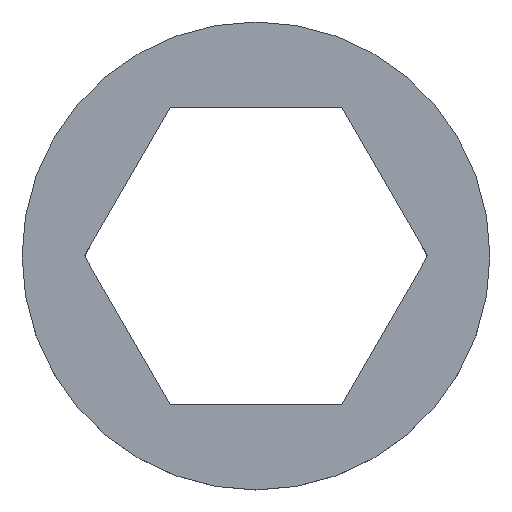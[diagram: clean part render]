
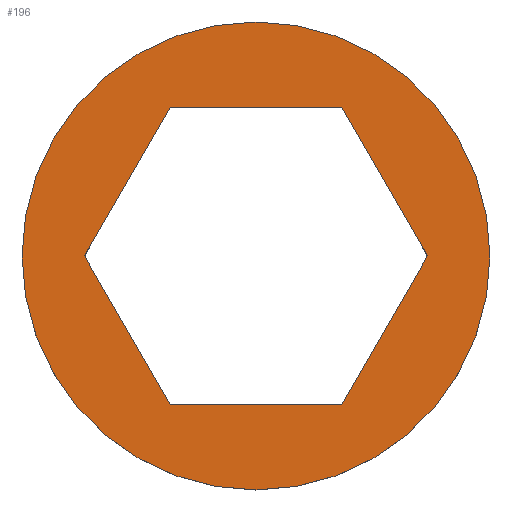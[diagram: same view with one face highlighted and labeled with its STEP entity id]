
A CAD part, top view. The second image highlights one B-rep face of the part: STEP entity #196.
In plain terms, the highlighted planar face has unit normal (0, 0, 1).
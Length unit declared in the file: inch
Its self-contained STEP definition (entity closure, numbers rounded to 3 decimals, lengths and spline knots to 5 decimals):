
#13 = CARTESIAN_POINT ( 'NONE',  ( 0.14434, -0.25, 0.0625 ) ) ;
#15 = VERTEX_POINT ( 'NONE', #212 ) ;
#16 = CARTESIAN_POINT ( 'NONE',  ( -0.14434, 0.25, 0.0625 ) ) ;
#18 = CARTESIAN_POINT ( 'NONE',  ( -0.14434, 0.25, 0.0625 ) ) ;
#22 = VERTEX_POINT ( 'NONE', #126 ) ;
#26 = VECTOR ( 'NONE', #259, 39.37008 ) ;
#28 = LINE ( 'NONE', #174, #251 ) ;
#31 = ORIENTED_EDGE ( 'NONE', *, *, #303, .F. ) ;
#36 = CARTESIAN_POINT ( 'NONE',  ( 0., 0., 0.0625 ) ) ;
#44 = CARTESIAN_POINT ( 'NONE',  ( 0.3937, 0., 0.0625 ) ) ;
#53 = ORIENTED_EDGE ( 'NONE', *, *, #199, .F. ) ;
#55 = LINE ( 'NONE', #310, #138 ) ;
#64 = FACE_BOUND ( 'NONE', #250, .T. ) ;
#65 = ORIENTED_EDGE ( 'NONE', *, *, #286, .F. ) ;
#68 = VERTEX_POINT ( 'NONE', #44 ) ;
#70 = PLANE ( 'NONE',  #175 ) ;
#71 = DIRECTION ( 'NONE',  ( -0.5, 0.866, 0. ) ) ;
#76 = ORIENTED_EDGE ( 'NONE', *, *, #267, .F. ) ;
#88 = LINE ( 'NONE', #18, #265 ) ;
#92 = DIRECTION ( 'NONE',  ( 1., 0., 0. ) ) ;
#99 = FACE_OUTER_BOUND ( 'NONE', #293, .T. ) ;
#107 = CARTESIAN_POINT ( 'NONE',  ( -0.14434, -0.25, 0.0625 ) ) ;
#108 = DIRECTION ( 'NONE',  ( 0.5, 0.866, 0. ) ) ;
#109 = VERTEX_POINT ( 'NONE', #306 ) ;
#110 = CARTESIAN_POINT ( 'NONE',  ( -0.28868, 0., 0.0625 ) ) ;
#117 = CIRCLE ( 'NONE', #166, 0.3937 ) ;
#121 = VECTOR ( 'NONE', #71, 39.37008 ) ;
#125 = LINE ( 'NONE', #13, #167 ) ;
#126 = CARTESIAN_POINT ( 'NONE',  ( 0.14434, 0.25, 0.0625 ) ) ;
#127 = VERTEX_POINT ( 'NONE', #107 ) ;
#128 = EDGE_CURVE ( 'NONE', #68, #68, #117, .T. ) ;
#132 = CARTESIAN_POINT ( 'NONE',  ( 0., 0., 0.0625 ) ) ;
#135 = DIRECTION ( 'NONE',  ( -1., 0., 0. ) ) ;
#138 = VECTOR ( 'NONE', #135, 39.37008 ) ;
#150 = LINE ( 'NONE', #207, #121 ) ;
#154 = EDGE_CURVE ( 'NONE', #109, #164, #125, .T. ) ;
#164 = VERTEX_POINT ( 'NONE', #278 ) ;
#166 = AXIS2_PLACEMENT_3D ( 'NONE', #36, #168, #92 ) ;
#167 = VECTOR ( 'NONE', #108, 39.37008 ) ;
#168 = DIRECTION ( 'NONE',  ( 0., 0., 1. ) ) ;
#170 = DIRECTION ( 'NONE',  ( 1., 0., 0. ) ) ;
#174 = CARTESIAN_POINT ( 'NONE',  ( -0.14434, -0.25, 0.0625 ) ) ;
#175 = AXIS2_PLACEMENT_3D ( 'NONE', #132, #302, #170 ) ;
#185 = LINE ( 'NONE', #110, #26 ) ;
#196 = ADVANCED_FACE ( 'NONE', ( #99, #64 ), #70, .T. ) ;
#199 = EDGE_CURVE ( 'NONE', #164, #22, #150, .T. ) ;
#207 = CARTESIAN_POINT ( 'NONE',  ( 0.28868, 0., 0.0625 ) ) ;
#212 = CARTESIAN_POINT ( 'NONE',  ( -0.28868, 0., 0.0625 ) ) ;
#213 = DIRECTION ( 'NONE',  ( -0.5, -0.866, 0. ) ) ;
#250 = EDGE_LOOP ( 'NONE', ( #53, #280, #76, #289, #31, #65 ) ) ;
#251 = VECTOR ( 'NONE', #297, 39.37008 ) ;
#259 = DIRECTION ( 'NONE',  ( 0.5, -0.866, 0. ) ) ;
#265 = VECTOR ( 'NONE', #213, 39.37008 ) ;
#267 = EDGE_CURVE ( 'NONE', #127, #109, #28, .T. ) ;
#271 = ORIENTED_EDGE ( 'NONE', *, *, #128, .T. ) ;
#273 = VERTEX_POINT ( 'NONE', #16 ) ;
#278 = CARTESIAN_POINT ( 'NONE',  ( 0.28868, 0., 0.0625 ) ) ;
#280 = ORIENTED_EDGE ( 'NONE', *, *, #154, .F. ) ;
#286 = EDGE_CURVE ( 'NONE', #22, #273, #55, .T. ) ;
#289 = ORIENTED_EDGE ( 'NONE', *, *, #298, .F. ) ;
#293 = EDGE_LOOP ( 'NONE', ( #271 ) ) ;
#297 = DIRECTION ( 'NONE',  ( 1., 0., 0. ) ) ;
#298 = EDGE_CURVE ( 'NONE', #15, #127, #185, .T. ) ;
#302 = DIRECTION ( 'NONE',  ( 0., 0., 1. ) ) ;
#303 = EDGE_CURVE ( 'NONE', #273, #15, #88, .T. ) ;
#306 = CARTESIAN_POINT ( 'NONE',  ( 0.14434, -0.25, 0.0625 ) ) ;
#310 = CARTESIAN_POINT ( 'NONE',  ( 0.14434, 0.25, 0.0625 ) ) ;
